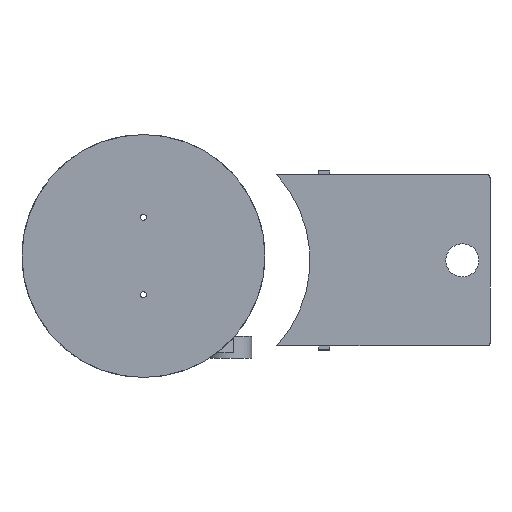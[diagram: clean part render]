
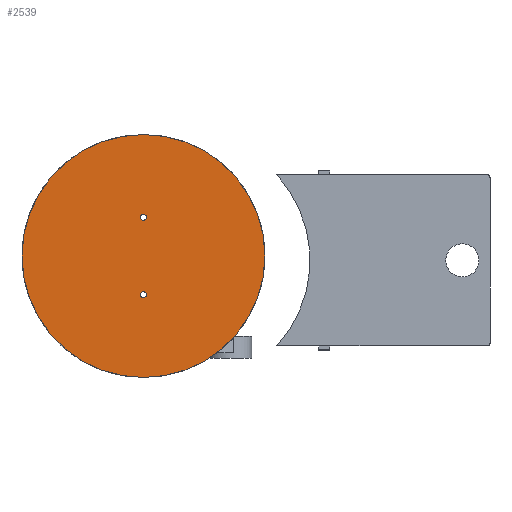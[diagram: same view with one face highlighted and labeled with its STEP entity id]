
A CAD part, front view. The second image highlights one B-rep face of the part: STEP entity #2539.
In plain terms, the highlighted planar face has unit normal (0, -1, 0).
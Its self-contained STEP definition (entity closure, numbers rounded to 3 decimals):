
#112 = DIRECTION ( 'NONE',  ( 0., 0., 1. ) ) ;
#121 = CIRCLE ( 'NONE', #5354, 44. ) ;
#141 = VERTEX_POINT ( 'NONE', #4716 ) ;
#617 = CARTESIAN_POINT ( 'NONE',  ( 0., 0., 12.9 ) ) ;
#794 = ORIENTED_EDGE ( 'NONE', *, *, #4702, .F. ) ;
#850 = VERTEX_POINT ( 'NONE', #3607 ) ;
#926 = AXIS2_PLACEMENT_3D ( 'NONE', #2011, #2911, #2067 ) ;
#943 = DIRECTION ( 'NONE',  ( 0., 0., -1. ) ) ;
#965 = ORIENTED_EDGE ( 'NONE', *, *, #5010, .F. ) ;
#1017 = VERTEX_POINT ( 'NONE', #2891 ) ;
#1200 = DIRECTION ( 'NONE',  ( 0., 1., 0. ) ) ;
#1520 = CIRCLE ( 'NONE', #926, 1.1 ) ;
#1854 = DIRECTION ( 'NONE',  ( 0., 0., -1. ) ) ;
#1871 = CARTESIAN_POINT ( 'NONE',  ( 0., 0., 14. ) ) ;
#1887 = DIRECTION ( 'NONE',  ( 0., -1., 0. ) ) ;
#2011 = CARTESIAN_POINT ( 'NONE',  ( 0., 0., -14. ) ) ;
#2067 = DIRECTION ( 'NONE',  ( 0., 0., -1. ) ) ;
#2073 = EDGE_CURVE ( 'NONE', #141, #1017, #3449, .T. ) ;
#2140 = CARTESIAN_POINT ( 'NONE',  ( 0., 0., 0. ) ) ;
#2162 = CARTESIAN_POINT ( 'NONE',  ( 0., 0., 0. ) ) ;
#2183 = ORIENTED_EDGE ( 'NONE', *, *, #4416, .F. ) ;
#2216 = DIRECTION ( 'NONE',  ( 0., 0., 1. ) ) ;
#2251 = VERTEX_POINT ( 'NONE', #617 ) ;
#2539 = ADVANCED_FACE ( 'NONE', ( #4068, #4444, #4010 ), #2753, .F. ) ;
#2605 = DIRECTION ( 'NONE',  ( 0., 1., 0. ) ) ;
#2753 = PLANE ( 'NONE',  #4419 ) ;
#2761 = DIRECTION ( 'NONE',  ( 0., -1., 0. ) ) ;
#2830 = CARTESIAN_POINT ( 'NONE',  ( 0., 0., 0. ) ) ;
#2891 = CARTESIAN_POINT ( 'NONE',  ( 0., 0., -44. ) ) ;
#2911 = DIRECTION ( 'NONE',  ( 0., -1., 0. ) ) ;
#2930 = AXIS2_PLACEMENT_3D ( 'NONE', #2140, #2605, #2216 ) ;
#2951 = AXIS2_PLACEMENT_3D ( 'NONE', #3524, #1887, #943 ) ;
#3072 = CARTESIAN_POINT ( 'NONE',  ( 0., 0., -12.9 ) ) ;
#3214 = EDGE_CURVE ( 'NONE', #5228, #850, #1520, .T. ) ;
#3449 = CIRCLE ( 'NONE', #2930, 44. ) ;
#3524 = CARTESIAN_POINT ( 'NONE',  ( 0., 0., -14. ) ) ;
#3526 = CIRCLE ( 'NONE', #4659, 1.1 ) ;
#3541 = DIRECTION ( 'NONE',  ( 0., -1., 0. ) ) ;
#3576 = EDGE_CURVE ( 'NONE', #2251, #4367, #5271, .T. ) ;
#3607 = CARTESIAN_POINT ( 'NONE',  ( 0., 0., -15.1 ) ) ;
#3630 = DIRECTION ( 'NONE',  ( 0., 0., 1. ) ) ;
#3770 = CARTESIAN_POINT ( 'NONE',  ( 0., 0., 15.1 ) ) ;
#3822 = DIRECTION ( 'NONE',  ( 0., 1., 0. ) ) ;
#4010 = FACE_OUTER_BOUND ( 'NONE', #5047, .T. ) ;
#4068 = FACE_BOUND ( 'NONE', #4185, .T. ) ;
#4095 = ORIENTED_EDGE ( 'NONE', *, *, #2073, .F. ) ;
#4185 = EDGE_LOOP ( 'NONE', ( #794, #5176 ) ) ;
#4367 = VERTEX_POINT ( 'NONE', #3770 ) ;
#4397 = CARTESIAN_POINT ( 'NONE',  ( 0., 0., 14. ) ) ;
#4416 = EDGE_CURVE ( 'NONE', #1017, #141, #121, .T. ) ;
#4419 = AXIS2_PLACEMENT_3D ( 'NONE', #2830, #1200, #3630 ) ;
#4444 = FACE_BOUND ( 'NONE', #5103, .T. ) ;
#4481 = AXIS2_PLACEMENT_3D ( 'NONE', #1871, #3541, #4715 ) ;
#4613 = CIRCLE ( 'NONE', #2951, 1.1 ) ;
#4659 = AXIS2_PLACEMENT_3D ( 'NONE', #4397, #2761, #1854 ) ;
#4702 = EDGE_CURVE ( 'NONE', #850, #5228, #4613, .T. ) ;
#4715 = DIRECTION ( 'NONE',  ( 0., 0., -1. ) ) ;
#4716 = CARTESIAN_POINT ( 'NONE',  ( 0., 0., 44. ) ) ;
#5010 = EDGE_CURVE ( 'NONE', #4367, #2251, #3526, .T. ) ;
#5047 = EDGE_LOOP ( 'NONE', ( #2183, #4095 ) ) ;
#5073 = ORIENTED_EDGE ( 'NONE', *, *, #3576, .F. ) ;
#5103 = EDGE_LOOP ( 'NONE', ( #5073, #965 ) ) ;
#5176 = ORIENTED_EDGE ( 'NONE', *, *, #3214, .F. ) ;
#5228 = VERTEX_POINT ( 'NONE', #3072 ) ;
#5271 = CIRCLE ( 'NONE', #4481, 1.1 ) ;
#5354 = AXIS2_PLACEMENT_3D ( 'NONE', #2162, #3822, #112 ) ;
